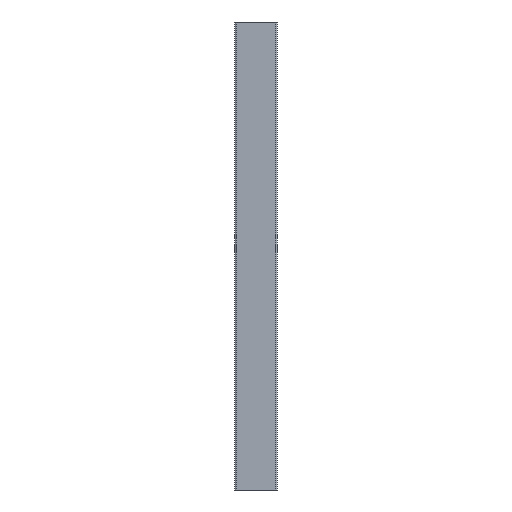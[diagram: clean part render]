
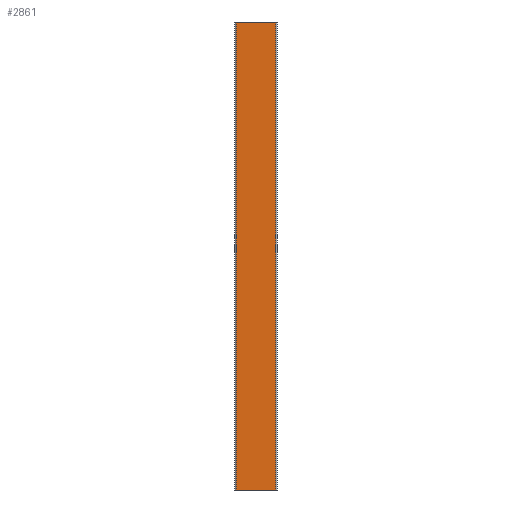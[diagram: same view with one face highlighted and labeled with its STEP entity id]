
A CAD part, front view. The second image highlights one B-rep face of the part: STEP entity #2861.
In plain terms, the highlighted planar face has unit normal (0, -1, 0).
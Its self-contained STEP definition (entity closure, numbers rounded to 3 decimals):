
#367=FACE_OUTER_BOUND('',#509,.T.);
#509=EDGE_LOOP('',(#2353,#2354,#2355,#2356));
#813=LINE('',#4821,#1101);
#814=LINE('',#4824,#1102);
#815=LINE('',#4826,#1103);
#816=LINE('',#4827,#1104);
#1101=VECTOR('',#3974,10.);
#1102=VECTOR('',#3977,10.);
#1103=VECTOR('',#3978,10.);
#1104=VECTOR('',#3979,10.);
#1381=VERTEX_POINT('',#4817);
#1382=VERTEX_POINT('',#4819);
#1383=VERTEX_POINT('',#4823);
#1384=VERTEX_POINT('',#4825);
#1797=EDGE_CURVE('',#1381,#1382,#813,.T.);
#1798=EDGE_CURVE('',#1383,#1381,#814,.T.);
#1799=EDGE_CURVE('',#1384,#1382,#815,.T.);
#1800=EDGE_CURVE('',#1383,#1384,#816,.T.);
#2353=ORIENTED_EDGE('',*,*,#1798,.T.);
#2354=ORIENTED_EDGE('',*,*,#1797,.T.);
#2355=ORIENTED_EDGE('',*,*,#1799,.F.);
#2356=ORIENTED_EDGE('',*,*,#1800,.F.);
#2721=PLANE('',#3154);
#2861=ADVANCED_FACE('',(#367),#2721,.T.);
#3154=AXIS2_PLACEMENT_3D('',#4822,#3975,#3976);
#3974=DIRECTION('',(0.,0.,1.));
#3975=DIRECTION('center_axis',(0.,-1.,0.));
#3976=DIRECTION('ref_axis',(1.,0.,0.));
#3977=DIRECTION('',(1.,0.,0.));
#3978=DIRECTION('',(1.,0.,0.));
#3979=DIRECTION('',(0.,0.,1.));
#4817=CARTESIAN_POINT('',(42.503,-2.591,0.));
#4819=CARTESIAN_POINT('',(42.503,-2.591,1000.));
#4821=CARTESIAN_POINT('',(42.503,-2.591,0.));
#4822=CARTESIAN_POINT('Origin',(-42.497,-2.591,0.));
#4823=CARTESIAN_POINT('',(-42.497,-2.591,0.));
#4824=CARTESIAN_POINT('',(-42.497,-2.591,0.));
#4825=CARTESIAN_POINT('',(-42.497,-2.591,1000.));
#4826=CARTESIAN_POINT('',(-42.497,-2.591,1000.));
#4827=CARTESIAN_POINT('',(-42.497,-2.591,0.));
